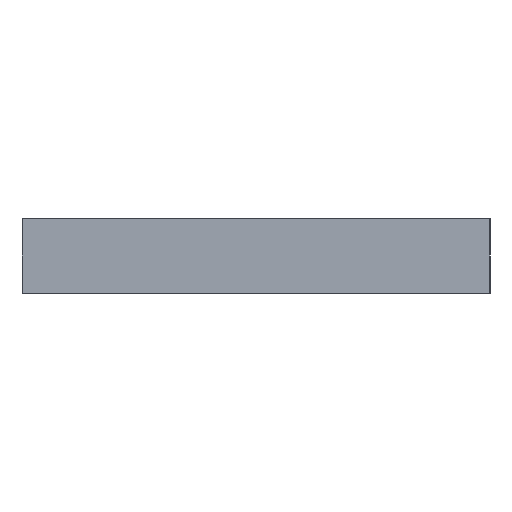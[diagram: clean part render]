
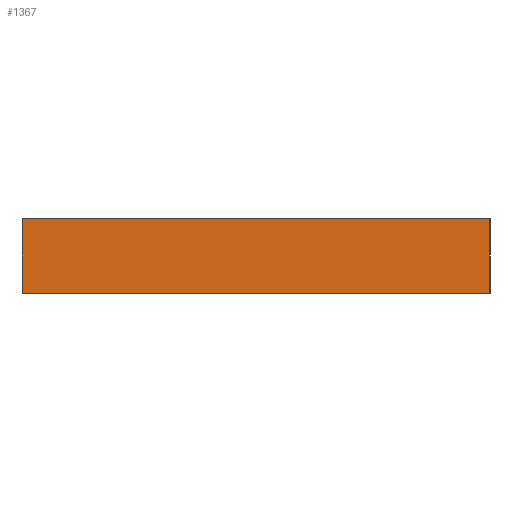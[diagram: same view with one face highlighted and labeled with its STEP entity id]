
A CAD part, left-side view. The second image highlights one B-rep face of the part: STEP entity #1367.
In plain terms, the highlighted planar face has unit normal (-1, 0, 0).
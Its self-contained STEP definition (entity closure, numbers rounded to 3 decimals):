
#105=PLANE('',#1464);
#180=FACE_OUTER_BOUND('',#272,.T.);
#272=EDGE_LOOP('',(#1278,#1279,#1280,#1281));
#335=LINE('',#1944,#507);
#391=LINE('',#2079,#563);
#424=LINE('',#2136,#596);
#449=LINE('',#2180,#621);
#507=VECTOR('',#1565,10.);
#563=VECTOR('',#1661,10.);
#596=VECTOR('',#1740,10.);
#621=VECTOR('',#1803,10.);
#687=VERTEX_POINT('',#1938);
#689=VERTEX_POINT('',#1942);
#747=VERTEX_POINT('',#2076);
#748=VERTEX_POINT('',#2078);
#811=EDGE_CURVE('',#687,#689,#335,.T.);
#871=EDGE_CURVE('',#747,#748,#391,.T.);
#904=EDGE_CURVE('',#747,#687,#424,.T.);
#929=EDGE_CURVE('',#748,#689,#449,.T.);
#1278=ORIENTED_EDGE('',*,*,#904,.T.);
#1279=ORIENTED_EDGE('',*,*,#811,.T.);
#1280=ORIENTED_EDGE('',*,*,#929,.F.);
#1281=ORIENTED_EDGE('',*,*,#871,.F.);
#1367=ADVANCED_FACE('',(#180),#105,.T.);
#1464=AXIS2_PLACEMENT_3D('',#2179,#1801,#1802);
#1565=DIRECTION('',(0.,0.,-1.));
#1661=DIRECTION('',(0.,0.,-1.));
#1740=DIRECTION('',(0.,1.,0.));
#1801=DIRECTION('center_axis',(-1.,0.,0.));
#1802=DIRECTION('ref_axis',(0.,0.,1.));
#1803=DIRECTION('',(0.,1.,0.));
#1938=CARTESIAN_POINT('',(-20.,17.3,5.));
#1942=CARTESIAN_POINT('',(-20.,17.3,2.));
#1944=CARTESIAN_POINT('',(-20.,17.3,5.));
#2076=CARTESIAN_POINT('',(-20.,-1.5,5.));
#2078=CARTESIAN_POINT('',(-20.,-1.5,2.));
#2079=CARTESIAN_POINT('',(-20.,-1.5,5.));
#2136=CARTESIAN_POINT('',(-20.,4.5,5.));
#2179=CARTESIAN_POINT('Origin',(-20.,4.5,2.));
#2180=CARTESIAN_POINT('',(-20.,4.5,2.));
